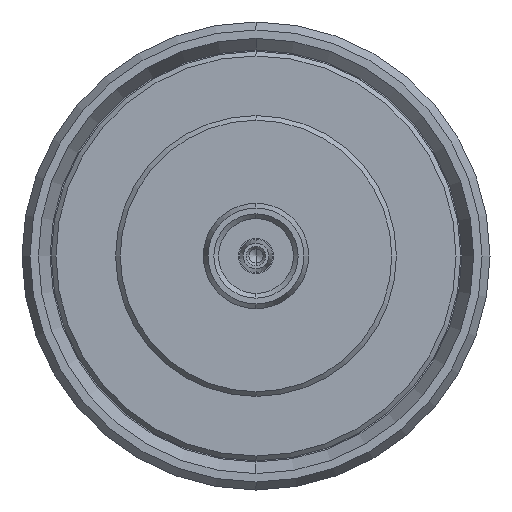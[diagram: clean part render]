
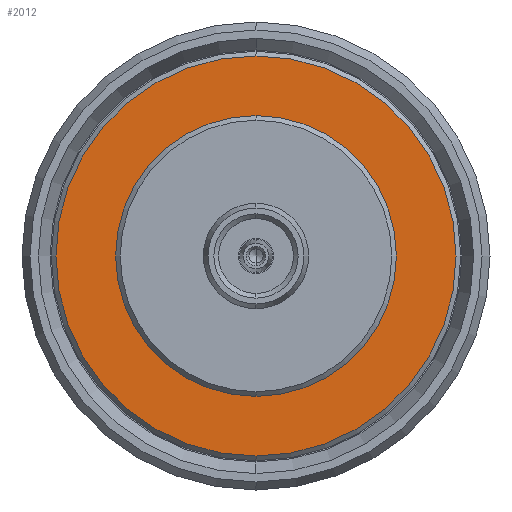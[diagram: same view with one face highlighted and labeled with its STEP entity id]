
A CAD part, left-side view. The second image highlights one B-rep face of the part: STEP entity #2012.
In plain terms, the highlighted planar face has unit normal (-1, 0, 0).
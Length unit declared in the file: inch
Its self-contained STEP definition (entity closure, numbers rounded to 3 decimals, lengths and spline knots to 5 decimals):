
#414 = DIRECTION ( 'NONE',  ( -1., 0., 0. ) ) ;
#416 = CARTESIAN_POINT ( 'NONE',  ( -0.90945, 0., 0. ) ) ;
#447 = DIRECTION ( 'NONE',  ( 0., 0., 1. ) ) ;
#493 = CARTESIAN_POINT ( 'NONE',  ( -0.90945, 0., 0.23622 ) ) ;
#506 = CARTESIAN_POINT ( 'NONE',  ( -0.90945, 0., -0.33661 ) ) ;
#531 = CARTESIAN_POINT ( 'NONE',  ( -0.90945, 0., 0.33661 ) ) ;
#576 = CARTESIAN_POINT ( 'NONE',  ( -0.90945, 0., -0.23622 ) ) ;
#1025 = EDGE_CURVE ( 'NONE', #4500, #4652, #1764, .T. ) ;
#1311 = CARTESIAN_POINT ( 'NONE',  ( -0.90945, 0., 0. ) ) ;
#1321 = DIRECTION ( 'NONE',  ( -1., 0., 0. ) ) ;
#1335 = CARTESIAN_POINT ( 'NONE',  ( -0.90945, 0., 0. ) ) ;
#1339 = DIRECTION ( 'NONE',  ( 0., 0., 1. ) ) ;
#1344 = DIRECTION ( 'NONE',  ( 0., 0., 1. ) ) ;
#1452 = DIRECTION ( 'NONE',  ( -1., 0., 0. ) ) ;
#1557 = DIRECTION ( 'NONE',  ( 0., 0., 1. ) ) ;
#1559 = DIRECTION ( 'NONE',  ( -1., 0., 0. ) ) ;
#1577 = CARTESIAN_POINT ( 'NONE',  ( -0.90945, 0., 0. ) ) ;
#1626 = AXIS2_PLACEMENT_3D ( 'NONE', #1335, #1452, #1339 ) ;
#1711 = ORIENTED_EDGE ( 'NONE', *, *, #5573, .F. ) ;
#1764 = CIRCLE ( 'NONE', #5551, 0.23622 ) ;
#1766 = ORIENTED_EDGE ( 'NONE', *, *, #5556, .T. ) ;
#1770 = ORIENTED_EDGE ( 'NONE', *, *, #1025, .F. ) ;
#2012 = ADVANCED_FACE ( 'NONE', ( #4700, #4664 ), #2770, .F. ) ;
#2241 = AXIS2_PLACEMENT_3D ( 'NONE', #1311, #1321, #1344 ) ;
#2260 = AXIS2_PLACEMENT_3D ( 'NONE', #1577, #1559, #1557 ) ;
#2489 = CARTESIAN_POINT ( 'NONE',  ( -0.90945, 0., 0. ) ) ;
#2549 = DIRECTION ( 'NONE',  ( 1., 0., 0. ) ) ;
#2611 = DIRECTION ( 'NONE',  ( 0., 0., -1. ) ) ;
#2770 = PLANE ( 'NONE',  #4234 ) ;
#3067 = EDGE_LOOP ( 'NONE', ( #1770, #1711 ) ) ;
#3075 = EDGE_LOOP ( 'NONE', ( #1766, #5022 ) ) ;
#4234 = AXIS2_PLACEMENT_3D ( 'NONE', #2489, #2549, #2611 ) ;
#4266 = CIRCLE ( 'NONE', #2260, 0.23622 ) ;
#4318 = CIRCLE ( 'NONE', #2241, 0.33661 ) ;
#4372 = CIRCLE ( 'NONE', #1626, 0.33661 ) ;
#4477 = VERTEX_POINT ( 'NONE', #531 ) ;
#4500 = VERTEX_POINT ( 'NONE', #493 ) ;
#4506 = VERTEX_POINT ( 'NONE', #506 ) ;
#4652 = VERTEX_POINT ( 'NONE', #576 ) ;
#4664 = FACE_OUTER_BOUND ( 'NONE', #3075, .T. ) ;
#4700 = FACE_BOUND ( 'NONE', #3067, .T. ) ;
#5022 = ORIENTED_EDGE ( 'NONE', *, *, #5516, .T. ) ;
#5516 = EDGE_CURVE ( 'NONE', #4477, #4506, #4372, .T. ) ;
#5551 = AXIS2_PLACEMENT_3D ( 'NONE', #416, #414, #447 ) ;
#5556 = EDGE_CURVE ( 'NONE', #4506, #4477, #4318, .T. ) ;
#5573 = EDGE_CURVE ( 'NONE', #4652, #4500, #4266, .T. ) ;
